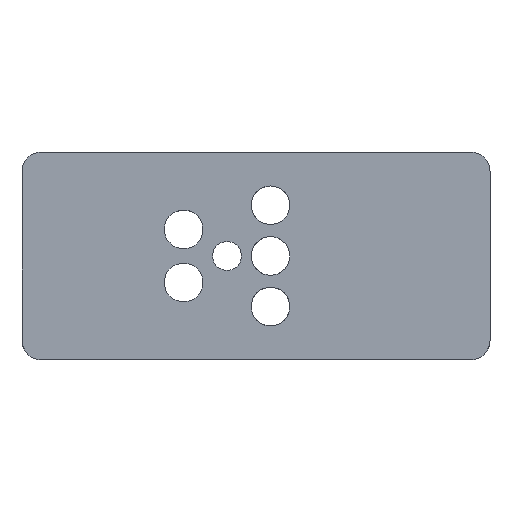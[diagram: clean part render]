
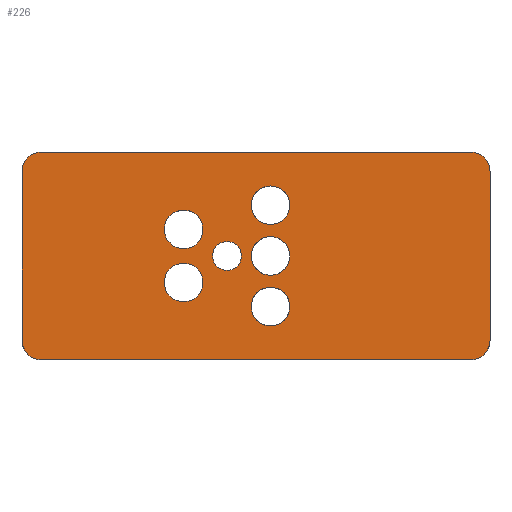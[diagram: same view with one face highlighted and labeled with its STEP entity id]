
A CAD part, top view. The second image highlights one B-rep face of the part: STEP entity #226.
In plain terms, the highlighted planar face has unit normal (0, 0, 1).
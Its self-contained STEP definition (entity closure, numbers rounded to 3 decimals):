
#32 = VERTEX_POINT('',#33);
#33 = CARTESIAN_POINT('',(-24.25,-8.75,5.));
#39 = EDGE_CURVE('',#32,#40,#42,.T.);
#40 = VERTEX_POINT('',#41);
#41 = CARTESIAN_POINT('',(-24.25,8.75,5.));
#42 = LINE('',#43,#44);
#43 = CARTESIAN_POINT('',(-24.25,-10.75,5.));
#44 = VECTOR('',#45,1.);
#45 = DIRECTION('',(0.,1.,0.));
#134 = VERTEX_POINT('',#135);
#135 = CARTESIAN_POINT('',(-22.25,-10.75,5.));
#141 = EDGE_CURVE('',#32,#134,#142,.T.);
#142 = CIRCLE('',#143,2.);
#143 = AXIS2_PLACEMENT_3D('',#144,#145,#146);
#144 = CARTESIAN_POINT('',(-22.25,-8.75,5.));
#145 = DIRECTION('',(-0.,0.,1.));
#146 = DIRECTION('',(0.,-1.,0.));
#226 = ADVANCED_FACE('',(#227,#280,#291,#302,#313,#324,#335),#346,.F.);
#227 = FACE_BOUND('',#228,.F.);
#228 = EDGE_LOOP('',(#229,#239,#248,#256,#265,#271,#272,#273));
#229 = ORIENTED_EDGE('',*,*,#230,.T.);
#230 = EDGE_CURVE('',#231,#233,#235,.T.);
#231 = VERTEX_POINT('',#232);
#232 = CARTESIAN_POINT('',(-22.25,10.75,5.));
#233 = VERTEX_POINT('',#234);
#234 = CARTESIAN_POINT('',(22.25,10.75,5.));
#235 = LINE('',#236,#237);
#236 = CARTESIAN_POINT('',(-24.25,10.75,5.));
#237 = VECTOR('',#238,1.);
#238 = DIRECTION('',(1.,0.,0.));
#239 = ORIENTED_EDGE('',*,*,#240,.F.);
#240 = EDGE_CURVE('',#241,#233,#243,.T.);
#241 = VERTEX_POINT('',#242);
#242 = CARTESIAN_POINT('',(24.25,8.75,5.));
#243 = CIRCLE('',#244,2.);
#244 = AXIS2_PLACEMENT_3D('',#245,#246,#247);
#245 = CARTESIAN_POINT('',(22.25,8.75,5.));
#246 = DIRECTION('',(-0.,0.,1.));
#247 = DIRECTION('',(0.,-1.,0.));
#248 = ORIENTED_EDGE('',*,*,#249,.T.);
#249 = EDGE_CURVE('',#241,#250,#252,.T.);
#250 = VERTEX_POINT('',#251);
#251 = CARTESIAN_POINT('',(24.25,-8.75,5.));
#252 = LINE('',#253,#254);
#253 = CARTESIAN_POINT('',(24.25,10.75,5.));
#254 = VECTOR('',#255,1.);
#255 = DIRECTION('',(0.,-1.,0.));
#256 = ORIENTED_EDGE('',*,*,#257,.F.);
#257 = EDGE_CURVE('',#258,#250,#260,.T.);
#258 = VERTEX_POINT('',#259);
#259 = CARTESIAN_POINT('',(22.25,-10.75,5.));
#260 = CIRCLE('',#261,2.);
#261 = AXIS2_PLACEMENT_3D('',#262,#263,#264);
#262 = CARTESIAN_POINT('',(22.25,-8.75,5.));
#263 = DIRECTION('',(-0.,0.,1.));
#264 = DIRECTION('',(0.,-1.,0.));
#265 = ORIENTED_EDGE('',*,*,#266,.T.);
#266 = EDGE_CURVE('',#258,#134,#267,.T.);
#267 = LINE('',#268,#269);
#268 = CARTESIAN_POINT('',(24.25,-10.75,5.));
#269 = VECTOR('',#270,1.);
#270 = DIRECTION('',(-1.,0.,0.));
#271 = ORIENTED_EDGE('',*,*,#141,.F.);
#272 = ORIENTED_EDGE('',*,*,#39,.T.);
#273 = ORIENTED_EDGE('',*,*,#274,.T.);
#274 = EDGE_CURVE('',#40,#231,#275,.T.);
#275 = CIRCLE('',#276,2.);
#276 = AXIS2_PLACEMENT_3D('',#277,#278,#279);
#277 = CARTESIAN_POINT('',(-22.25,8.75,5.));
#278 = DIRECTION('',(-0.,-0.,-1.));
#279 = DIRECTION('',(0.,-1.,0.));
#280 = FACE_BOUND('',#281,.F.);
#281 = EDGE_LOOP('',(#282));
#282 = ORIENTED_EDGE('',*,*,#283,.T.);
#283 = EDGE_CURVE('',#284,#284,#286,.T.);
#284 = VERTEX_POINT('',#285);
#285 = CARTESIAN_POINT('',(3.5,-5.25,5.));
#286 = CIRCLE('',#287,2.);
#287 = AXIS2_PLACEMENT_3D('',#288,#289,#290);
#288 = CARTESIAN_POINT('',(1.5,-5.25,5.));
#289 = DIRECTION('',(0.,0.,1.));
#290 = DIRECTION('',(1.,0.,0.));
#291 = FACE_BOUND('',#292,.F.);
#292 = EDGE_LOOP('',(#293));
#293 = ORIENTED_EDGE('',*,*,#294,.F.);
#294 = EDGE_CURVE('',#295,#295,#297,.T.);
#295 = VERTEX_POINT('',#296);
#296 = CARTESIAN_POINT('',(-1.5,0.,5.));
#297 = CIRCLE('',#298,1.5);
#298 = AXIS2_PLACEMENT_3D('',#299,#300,#301);
#299 = CARTESIAN_POINT('',(-3.,0.,5.));
#300 = DIRECTION('',(0.,0.,-1.));
#301 = DIRECTION('',(1.,0.,0.));
#302 = FACE_BOUND('',#303,.F.);
#303 = EDGE_LOOP('',(#304));
#304 = ORIENTED_EDGE('',*,*,#305,.T.);
#305 = EDGE_CURVE('',#306,#306,#308,.T.);
#306 = VERTEX_POINT('',#307);
#307 = CARTESIAN_POINT('',(3.5,0.,5.));
#308 = CIRCLE('',#309,2.);
#309 = AXIS2_PLACEMENT_3D('',#310,#311,#312);
#310 = CARTESIAN_POINT('',(1.5,0.,5.));
#311 = DIRECTION('',(0.,0.,1.));
#312 = DIRECTION('',(1.,0.,0.));
#313 = FACE_BOUND('',#314,.F.);
#314 = EDGE_LOOP('',(#315));
#315 = ORIENTED_EDGE('',*,*,#316,.T.);
#316 = EDGE_CURVE('',#317,#317,#319,.T.);
#317 = VERTEX_POINT('',#318);
#318 = CARTESIAN_POINT('',(3.5,5.25,5.));
#319 = CIRCLE('',#320,2.);
#320 = AXIS2_PLACEMENT_3D('',#321,#322,#323);
#321 = CARTESIAN_POINT('',(1.5,5.25,5.));
#322 = DIRECTION('',(0.,0.,1.));
#323 = DIRECTION('',(1.,0.,0.));
#324 = FACE_BOUND('',#325,.F.);
#325 = EDGE_LOOP('',(#326));
#326 = ORIENTED_EDGE('',*,*,#327,.T.);
#327 = EDGE_CURVE('',#328,#328,#330,.T.);
#328 = VERTEX_POINT('',#329);
#329 = CARTESIAN_POINT('',(-5.5,-2.75,5.));
#330 = CIRCLE('',#331,2.);
#331 = AXIS2_PLACEMENT_3D('',#332,#333,#334);
#332 = CARTESIAN_POINT('',(-7.5,-2.75,5.));
#333 = DIRECTION('',(0.,0.,1.));
#334 = DIRECTION('',(1.,0.,0.));
#335 = FACE_BOUND('',#336,.F.);
#336 = EDGE_LOOP('',(#337));
#337 = ORIENTED_EDGE('',*,*,#338,.T.);
#338 = EDGE_CURVE('',#339,#339,#341,.T.);
#339 = VERTEX_POINT('',#340);
#340 = CARTESIAN_POINT('',(-5.5,2.75,5.));
#341 = CIRCLE('',#342,2.);
#342 = AXIS2_PLACEMENT_3D('',#343,#344,#345);
#343 = CARTESIAN_POINT('',(-7.5,2.75,5.));
#344 = DIRECTION('',(0.,0.,1.));
#345 = DIRECTION('',(1.,0.,0.));
#346 = PLANE('',#347);
#347 = AXIS2_PLACEMENT_3D('',#348,#349,#350);
#348 = CARTESIAN_POINT('',(0.,0.,5.));
#349 = DIRECTION('',(-0.,-0.,-1.));
#350 = DIRECTION('',(-1.,0.,0.));
